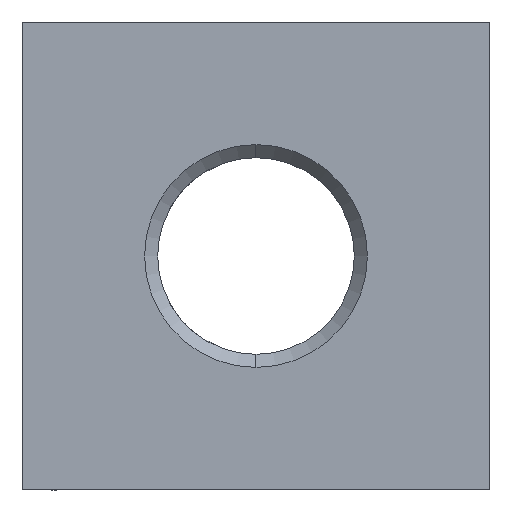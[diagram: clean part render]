
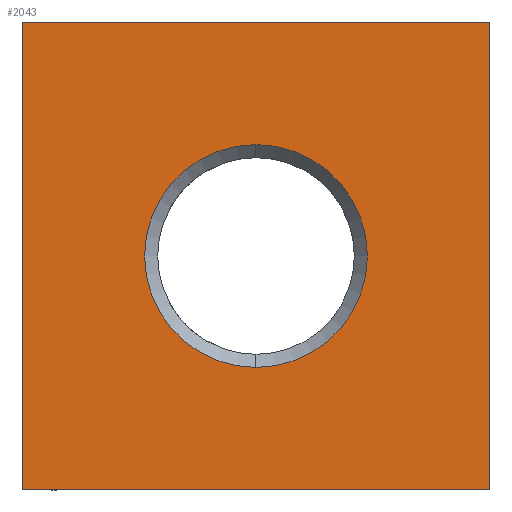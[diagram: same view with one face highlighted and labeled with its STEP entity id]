
A CAD part, left-side view. The second image highlights one B-rep face of the part: STEP entity #2043.
In plain terms, the highlighted planar face has unit normal (-1, 0, 0).
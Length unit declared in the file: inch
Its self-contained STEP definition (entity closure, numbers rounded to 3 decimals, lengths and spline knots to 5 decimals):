
#11 = ORIENTED_EDGE ( 'NONE', *, *, #841, .F. ) ;
#32 = LINE ( 'NONE', #161, #2439 ) ;
#38 = VERTEX_POINT ( 'NONE', #428 ) ;
#96 = FACE_OUTER_BOUND ( 'NONE', #2128, .T. ) ;
#100 = AXIS2_PLACEMENT_3D ( 'NONE', #319, #2176, #1955 ) ;
#161 = CARTESIAN_POINT ( 'NONE',  ( -9.125, 0.625, 0.625 ) ) ;
#222 = CARTESIAN_POINT ( 'NONE',  ( -9.125, 0., 0.2975 ) ) ;
#319 = CARTESIAN_POINT ( 'NONE',  ( -9.125, 0., 0. ) ) ;
#395 = VECTOR ( 'NONE', #1431, 39.37008 ) ;
#428 = CARTESIAN_POINT ( 'NONE',  ( -9.125, 0., -0.2975 ) ) ;
#488 = ORIENTED_EDGE ( 'NONE', *, *, #1354, .F. ) ;
#516 = DIRECTION ( 'NONE',  ( 0., 0., 1. ) ) ;
#646 = ORIENTED_EDGE ( 'NONE', *, *, #2754, .T. ) ;
#713 = VERTEX_POINT ( 'NONE', #222 ) ;
#740 = VERTEX_POINT ( 'NONE', #2379 ) ;
#841 = EDGE_CURVE ( 'NONE', #2984, #2352, #32, .T. ) ;
#861 = VECTOR ( 'NONE', #1248, 39.37008 ) ;
#890 = LINE ( 'NONE', #2361, #1035 ) ;
#966 = CIRCLE ( 'NONE', #2706, 0.2975 ) ;
#1013 = LINE ( 'NONE', #2815, #395 ) ;
#1022 = PLANE ( 'NONE',  #2392 ) ;
#1035 = VECTOR ( 'NONE', #1660, 39.37008 ) ;
#1222 = DIRECTION ( 'NONE',  ( -1., 0., 0. ) ) ;
#1240 = CARTESIAN_POINT ( 'NONE',  ( -9.125, -0.625, 0.625 ) ) ;
#1248 = DIRECTION ( 'NONE',  ( 0., 0., -1. ) ) ;
#1290 = EDGE_LOOP ( 'NONE', ( #646, #2038 ) ) ;
#1354 = EDGE_CURVE ( 'NONE', #2774, #2984, #890, .T. ) ;
#1411 = DIRECTION ( 'NONE',  ( 1., 0., 0. ) ) ;
#1428 = CARTESIAN_POINT ( 'NONE',  ( -9.125, 0.625, 0.625 ) ) ;
#1429 = ORIENTED_EDGE ( 'NONE', *, *, #2270, .F. ) ;
#1431 = DIRECTION ( 'NONE',  ( 0., 1., 0. ) ) ;
#1508 = LINE ( 'NONE', #2876, #861 ) ;
#1660 = DIRECTION ( 'NONE',  ( 0., 0., 1. ) ) ;
#1955 = DIRECTION ( 'NONE',  ( 0., 0., 1. ) ) ;
#1990 = ORIENTED_EDGE ( 'NONE', *, *, #2788, .F. ) ;
#2038 = ORIENTED_EDGE ( 'NONE', *, *, #2093, .T. ) ;
#2043 = ADVANCED_FACE ( 'NONE', ( #2422, #96 ), #1022, .T. ) ;
#2093 = EDGE_CURVE ( 'NONE', #38, #713, #2812, .T. ) ;
#2104 = CARTESIAN_POINT ( 'NONE',  ( -9.125, 0.625, -0.625 ) ) ;
#2128 = EDGE_LOOP ( 'NONE', ( #1990, #11, #488, #1429 ) ) ;
#2176 = DIRECTION ( 'NONE',  ( 1., 0., 0. ) ) ;
#2243 = DIRECTION ( 'NONE',  ( 0., -1., 0. ) ) ;
#2270 = EDGE_CURVE ( 'NONE', #740, #2774, #1013, .T. ) ;
#2352 = VERTEX_POINT ( 'NONE', #1240 ) ;
#2361 = CARTESIAN_POINT ( 'NONE',  ( -9.125, 0.625, -0.625 ) ) ;
#2379 = CARTESIAN_POINT ( 'NONE',  ( -9.125, -0.625, -0.625 ) ) ;
#2392 = AXIS2_PLACEMENT_3D ( 'NONE', #2638, #1222, #2627 ) ;
#2422 = FACE_BOUND ( 'NONE', #1290, .T. ) ;
#2439 = VECTOR ( 'NONE', #2243, 39.37008 ) ;
#2588 = CARTESIAN_POINT ( 'NONE',  ( -9.125, 0., 0. ) ) ;
#2627 = DIRECTION ( 'NONE',  ( 0., 0., 1. ) ) ;
#2638 = CARTESIAN_POINT ( 'NONE',  ( -9.125, -0.625, 0.625 ) ) ;
#2706 = AXIS2_PLACEMENT_3D ( 'NONE', #2588, #1411, #516 ) ;
#2754 = EDGE_CURVE ( 'NONE', #713, #38, #966, .T. ) ;
#2774 = VERTEX_POINT ( 'NONE', #2104 ) ;
#2788 = EDGE_CURVE ( 'NONE', #2352, #740, #1508, .T. ) ;
#2812 = CIRCLE ( 'NONE', #100, 0.2975 ) ;
#2815 = CARTESIAN_POINT ( 'NONE',  ( -9.125, -0.625, -0.625 ) ) ;
#2876 = CARTESIAN_POINT ( 'NONE',  ( -9.125, -0.625, 0.625 ) ) ;
#2984 = VERTEX_POINT ( 'NONE', #1428 ) ;
